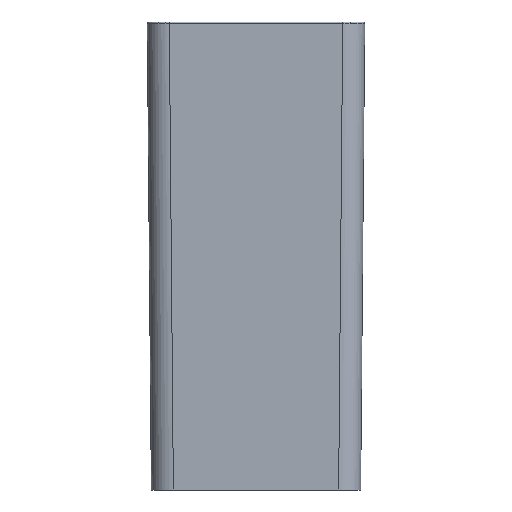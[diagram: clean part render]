
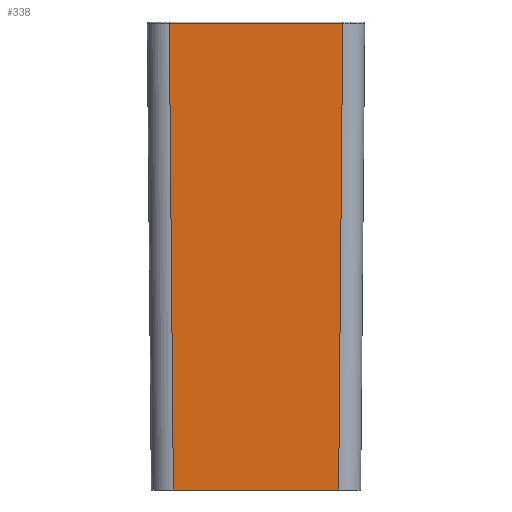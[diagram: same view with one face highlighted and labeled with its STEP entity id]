
A CAD part, left-side view. The second image highlights one B-rep face of the part: STEP entity #338.
In plain terms, the highlighted planar face has unit normal (-1, 0, -0.009).
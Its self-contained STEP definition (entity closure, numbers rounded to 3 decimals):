
#197=FACE_OUTER_BOUND('',#538,.T.);
#338=ADVANCED_FACE('',(#197),#475,.T.);
#475=PLANE('',#2375);
#538=EDGE_LOOP('',(#1080,#1081,#1082,#1083));
#1080=ORIENTED_EDGE('',*,*,#1988,.F.);
#1081=ORIENTED_EDGE('',*,*,#1989,.F.);
#1082=ORIENTED_EDGE('',*,*,#1990,.F.);
#1083=ORIENTED_EDGE('',*,*,#1991,.F.);
#1768=VERTEX_POINT('',#3889);
#1769=VERTEX_POINT('',#3890);
#1770=VERTEX_POINT('',#3892);
#1771=VERTEX_POINT('',#3894);
#1988=EDGE_CURVE('',#1768,#1769,#2236,.T.);
#1989=EDGE_CURVE('',#1770,#1768,#2237,.T.);
#1990=EDGE_CURVE('',#1771,#1770,#2238,.T.);
#1991=EDGE_CURVE('',#1769,#1771,#2239,.T.);
#2236=LINE('',#3888,#2300);
#2237=LINE('',#3891,#2301);
#2238=LINE('',#3893,#2302);
#2239=LINE('',#3895,#2303);
#2300=VECTOR('',#2589,1.);
#2301=VECTOR('',#2590,1.);
#2302=VECTOR('',#2591,1.);
#2303=VECTOR('',#2592,1.);
#2375=AXIS2_PLACEMENT_3D('',#3896,#2593,#2594);
#2589=DIRECTION('',(-0.009,0.009,1.));
#2590=DIRECTION('',(0.,1.,0.));
#2591=DIRECTION('',(0.009,0.009,-1.));
#2592=DIRECTION('',(0.,-1.,0.));
#2593=DIRECTION('',(-1.,0.,-0.009));
#2594=DIRECTION('',(-0.009,0.,1.));
#3888=CARTESIAN_POINT('',(-12314.488,-17.71,-451.852));
#3889=CARTESIAN_POINT('',(-12307.082,-25.116,-1300.5));
#3890=CARTESIAN_POINT('',(-12314.482,-17.716,-452.517));
#3891=CARTESIAN_POINT('',(-12307.082,-175.2,-1300.5));
#3892=CARTESIAN_POINT('',(-12307.082,-325.284,-1300.5));
#3893=CARTESIAN_POINT('',(-12314.488,-332.69,-451.852));
#3894=CARTESIAN_POINT('',(-12314.482,-332.684,-452.517));
#3895=CARTESIAN_POINT('',(-12314.482,-175.2,-452.517));
#3896=CARTESIAN_POINT('',(-12314.5,-175.2,-450.478));
